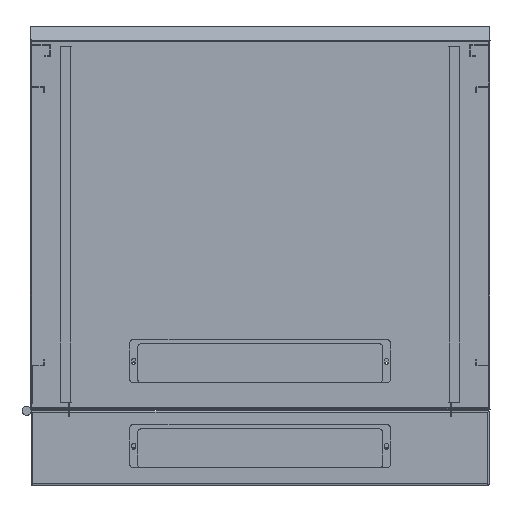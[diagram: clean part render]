
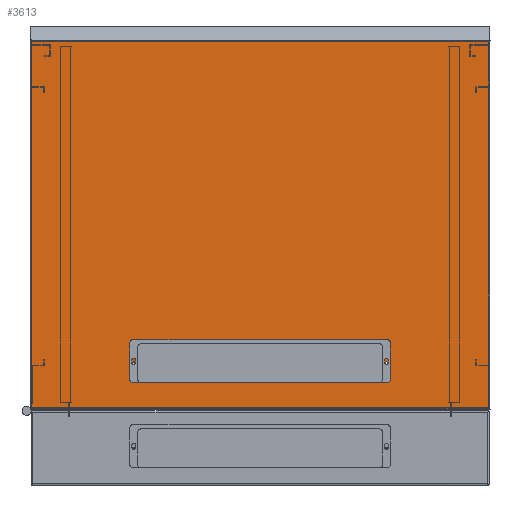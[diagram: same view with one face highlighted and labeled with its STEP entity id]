
A CAD part, front view. The second image highlights one B-rep face of the part: STEP entity #3613.
In plain terms, the highlighted face is planar.
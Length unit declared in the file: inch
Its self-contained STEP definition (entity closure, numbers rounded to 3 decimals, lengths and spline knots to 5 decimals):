
#73 = ORIENTED_EDGE ( 'NONE', *, *, #40974, .F. ) ;
#1282 = ORIENTED_EDGE ( 'NONE', *, *, #38289, .F. ) ;
#1958 = CARTESIAN_POINT ( 'NONE',  ( 0., 7.28346, 1.35827 ) ) ;
#2188 = VERTEX_POINT ( 'NONE', #50886 ) ;
#3047 = CARTESIAN_POINT ( 'NONE',  ( 11.74409, 7.28346, 0. ) ) ;
#3613 = ADVANCED_FACE ( 'NONE', ( #22278, #59423, #45406, #3617 ), #11562, .F. ) ;
#3617 = FACE_OUTER_BOUND ( 'NONE', #47285, .T. ) ;
#3701 = VERTEX_POINT ( 'NONE', #34411 ) ;
#3808 = CARTESIAN_POINT ( 'NONE',  ( 6.10236, 7.28346, 3.16929 ) ) ;
#3912 = CIRCLE ( 'NONE', #28333, 0.19685 ) ;
#4707 = DIRECTION ( 'NONE',  ( 0., 0., 1. ) ) ;
#4793 = LINE ( 'NONE', #37202, #49833 ) ;
#4815 = CARTESIAN_POINT ( 'NONE',  ( 6.10236, 7.28346, 1.55512 ) ) ;
#5101 = ORIENTED_EDGE ( 'NONE', *, *, #47106, .F. ) ;
#6600 = EDGE_CURVE ( 'NONE', #13198, #49079, #13735, .T. ) ;
#6623 = CIRCLE ( 'NONE', #54329, 0.19685 ) ;
#6788 = VECTOR ( 'NONE', #28798, 39.37008 ) ;
#7197 = EDGE_CURVE ( 'NONE', #33753, #2188, #4793, .T. ) ;
#7401 = VECTOR ( 'NONE', #22951, 39.37008 ) ;
#8033 = CARTESIAN_POINT ( 'NONE',  ( -6.10236, 7.28346, 3.36614 ) ) ;
#8556 = LINE ( 'NONE', #59820, #29637 ) ;
#8901 = DIRECTION ( 'NONE',  ( 0., 0., 1. ) ) ;
#9078 = DIRECTION ( 'NONE',  ( 0., 0., 1. ) ) ;
#9624 = EDGE_CURVE ( 'NONE', #50372, #17930, #26336, .T. ) ;
#10442 = DIRECTION ( 'NONE',  ( 0., -1., 0. ) ) ;
#11218 = CARTESIAN_POINT ( 'NONE',  ( 6.49606, 7.28346, 2.4252 ) ) ;
#11562 = PLANE ( 'NONE',  #47583 ) ;
#12144 = CARTESIAN_POINT ( 'NONE',  ( 11.74409, 7.28346, 0.06693 ) ) ;
#13198 = VERTEX_POINT ( 'NONE', #37921 ) ;
#13201 = CARTESIAN_POINT ( 'NONE',  ( 6.49606, 7.28346, 2.3622 ) ) ;
#13334 = EDGE_CURVE ( 'NONE', #3701, #24455, #3912, .T. ) ;
#13466 = DIRECTION ( 'NONE',  ( 0., 0., 1. ) ) ;
#13520 = DIRECTION ( 'NONE',  ( 0., 0., 1. ) ) ;
#13735 = CIRCLE ( 'NONE', #14693, 0.06299 ) ;
#14026 = DIRECTION ( 'NONE',  ( 0., -1., 0. ) ) ;
#14693 = AXIS2_PLACEMENT_3D ( 'NONE', #31936, #41084, #46220 ) ;
#15005 = ORIENTED_EDGE ( 'NONE', *, *, #13334, .F. ) ;
#15107 = CARTESIAN_POINT ( 'NONE',  ( -11.76378, 7.28346, 0.06693 ) ) ;
#15311 = EDGE_LOOP ( 'NONE', ( #25569, #47622, #49970, #1282, #26865, #15736, #18367, #15005 ) ) ;
#15722 = LINE ( 'NONE', #15107, #50297 ) ;
#15736 = ORIENTED_EDGE ( 'NONE', *, *, #59352, .F. ) ;
#16123 = CIRCLE ( 'NONE', #24988, 0.19685 ) ;
#16780 = DIRECTION ( 'NONE',  ( 0., 0., 1. ) ) ;
#16855 = ORIENTED_EDGE ( 'NONE', *, *, #54563, .F. ) ;
#17930 = VERTEX_POINT ( 'NONE', #12144 ) ;
#18367 = ORIENTED_EDGE ( 'NONE', *, *, #57463, .T. ) ;
#18998 = CARTESIAN_POINT ( 'NONE',  ( 6.29921, 7.28346, 3.16929 ) ) ;
#19226 = VERTEX_POINT ( 'NONE', #51995 ) ;
#20669 = VECTOR ( 'NONE', #13520, 39.37008 ) ;
#20803 = CARTESIAN_POINT ( 'NONE',  ( -6.49606, 7.28346, 2.3622 ) ) ;
#21701 = DIRECTION ( 'NONE',  ( 0., 0., -1. ) ) ;
#22278 = FACE_BOUND ( 'NONE', #15311, .T. ) ;
#22379 = CARTESIAN_POINT ( 'NONE',  ( 11.74409, 7.28346, 18.86991 ) ) ;
#22470 = VERTEX_POINT ( 'NONE', #53402 ) ;
#22868 = VECTOR ( 'NONE', #21701, 39.37008 ) ;
#22951 = DIRECTION ( 'NONE',  ( 1., 0., 0. ) ) ;
#23198 = CARTESIAN_POINT ( 'NONE',  ( -11.76378, 7.28346, 0. ) ) ;
#23873 = ORIENTED_EDGE ( 'NONE', *, *, #9624, .F. ) ;
#24455 = VERTEX_POINT ( 'NONE', #33055 ) ;
#24922 = CARTESIAN_POINT ( 'NONE',  ( -11.74409, 7.28346, 0.06693 ) ) ;
#24988 = AXIS2_PLACEMENT_3D ( 'NONE', #42508, #10442, #28517 ) ;
#25241 = LINE ( 'NONE', #1958, #45883 ) ;
#25569 = ORIENTED_EDGE ( 'NONE', *, *, #59075, .T. ) ;
#25736 = DIRECTION ( 'NONE',  ( 0., -1., 0. ) ) ;
#25919 = CARTESIAN_POINT ( 'NONE',  ( 6.10236, 7.28346, 1.35827 ) ) ;
#26336 = LINE ( 'NONE', #3047, #22868 ) ;
#26373 = CARTESIAN_POINT ( 'NONE',  ( -11.76378, 7.28346, 18.86991 ) ) ;
#26739 = CARTESIAN_POINT ( 'NONE',  ( 6.10236, 7.28346, 3.36614 ) ) ;
#26823 = EDGE_CURVE ( 'NONE', #19226, #59175, #58031, .T. ) ;
#26865 = ORIENTED_EDGE ( 'NONE', *, *, #7197, .T. ) ;
#28333 = AXIS2_PLACEMENT_3D ( 'NONE', #48813, #25736, #57347 ) ;
#28517 = DIRECTION ( 'NONE',  ( 0., 0., 1. ) ) ;
#28798 = DIRECTION ( 'NONE',  ( 1., 0., 0. ) ) ;
#28880 = AXIS2_PLACEMENT_3D ( 'NONE', #20803, #29945, #16780 ) ;
#29637 = VECTOR ( 'NONE', #13466, 39.37008 ) ;
#29945 = DIRECTION ( 'NONE',  ( 0., -1., 0. ) ) ;
#31936 = CARTESIAN_POINT ( 'NONE',  ( 6.49606, 7.28346, 2.3622 ) ) ;
#32038 = DIRECTION ( 'NONE',  ( 0., 0., 1. ) ) ;
#32590 = AXIS2_PLACEMENT_3D ( 'NONE', #4815, #52264, #32038 ) ;
#33055 = CARTESIAN_POINT ( 'NONE',  ( -6.10236, 7.28346, 1.35827 ) ) ;
#33486 = CIRCLE ( 'NONE', #49055, 0.06299 ) ;
#33753 = VERTEX_POINT ( 'NONE', #18998 ) ;
#34411 = CARTESIAN_POINT ( 'NONE',  ( -6.29921, 7.28346, 1.55512 ) ) ;
#35510 = CIRCLE ( 'NONE', #32590, 0.19685 ) ;
#36213 = AXIS2_PLACEMENT_3D ( 'NONE', #41532, #14026, #50336 ) ;
#37202 = CARTESIAN_POINT ( 'NONE',  ( 6.29921, 7.28346, 2.3622 ) ) ;
#37608 = VERTEX_POINT ( 'NONE', #24922 ) ;
#37743 = DIRECTION ( 'NONE',  ( -1., 0., 0. ) ) ;
#37756 = ORIENTED_EDGE ( 'NONE', *, *, #46485, .F. ) ;
#37921 = CARTESIAN_POINT ( 'NONE',  ( 6.49606, 7.28346, 2.29921 ) ) ;
#37956 = LINE ( 'NONE', #56456, #6788 ) ;
#38289 = EDGE_CURVE ( 'NONE', #33753, #51035, #6623, .T. ) ;
#38625 = DIRECTION ( 'NONE',  ( -1., 0., 0. ) ) ;
#39437 = EDGE_CURVE ( 'NONE', #48457, #51035, #37956, .T. ) ;
#40578 = ORIENTED_EDGE ( 'NONE', *, *, #26823, .F. ) ;
#40974 = EDGE_CURVE ( 'NONE', #59175, #19226, #53704, .T. ) ;
#41084 = DIRECTION ( 'NONE',  ( 0., -1., 0. ) ) ;
#41532 = CARTESIAN_POINT ( 'NONE',  ( -6.49606, 7.28346, 2.3622 ) ) ;
#42349 = DIRECTION ( 'NONE',  ( 0., 1., 0. ) ) ;
#42508 = CARTESIAN_POINT ( 'NONE',  ( -6.10236, 7.28346, 3.16929 ) ) ;
#43328 = CARTESIAN_POINT ( 'NONE',  ( -6.49606, 7.28346, 2.29921 ) ) ;
#45349 = EDGE_CURVE ( 'NONE', #49079, #13198, #33486, .T. ) ;
#45406 = FACE_BOUND ( 'NONE', #58353, .T. ) ;
#45789 = LINE ( 'NONE', #26373, #7401 ) ;
#45834 = EDGE_LOOP ( 'NONE', ( #60233, #59067 ) ) ;
#45883 = VECTOR ( 'NONE', #38625, 39.37008 ) ;
#46196 = EDGE_CURVE ( 'NONE', #48457, #22470, #16123, .T. ) ;
#46220 = DIRECTION ( 'NONE',  ( 0., 0., 1. ) ) ;
#46441 = LINE ( 'NONE', #46732, #20669 ) ;
#46485 = EDGE_CURVE ( 'NONE', #47645, #50372, #45789, .T. ) ;
#46732 = CARTESIAN_POINT ( 'NONE',  ( -11.74409, 7.28346, 0. ) ) ;
#47106 = EDGE_CURVE ( 'NONE', #17930, #37608, #15722, .T. ) ;
#47285 = EDGE_LOOP ( 'NONE', ( #23873, #37756, #16855, #5101 ) ) ;
#47583 = AXIS2_PLACEMENT_3D ( 'NONE', #23198, #42349, #9078 ) ;
#47622 = ORIENTED_EDGE ( 'NONE', *, *, #46196, .F. ) ;
#47645 = VERTEX_POINT ( 'NONE', #48805 ) ;
#48457 = VERTEX_POINT ( 'NONE', #8033 ) ;
#48805 = CARTESIAN_POINT ( 'NONE',  ( -11.74409, 7.28346, 18.86991 ) ) ;
#48813 = CARTESIAN_POINT ( 'NONE',  ( -6.10236, 7.28346, 1.55512 ) ) ;
#49055 = AXIS2_PLACEMENT_3D ( 'NONE', #13201, #59574, #8901 ) ;
#49079 = VERTEX_POINT ( 'NONE', #11218 ) ;
#49833 = VECTOR ( 'NONE', #55139, 39.37008 ) ;
#49970 = ORIENTED_EDGE ( 'NONE', *, *, #39437, .T. ) ;
#50297 = VECTOR ( 'NONE', #37743, 39.37008 ) ;
#50336 = DIRECTION ( 'NONE',  ( 0., 0., 1. ) ) ;
#50372 = VERTEX_POINT ( 'NONE', #22379 ) ;
#50777 = DIRECTION ( 'NONE',  ( 0., -1., 0. ) ) ;
#50886 = CARTESIAN_POINT ( 'NONE',  ( 6.29921, 7.28346, 1.55512 ) ) ;
#51035 = VERTEX_POINT ( 'NONE', #26739 ) ;
#51995 = CARTESIAN_POINT ( 'NONE',  ( -6.49606, 7.28346, 2.4252 ) ) ;
#52264 = DIRECTION ( 'NONE',  ( 0., -1., 0. ) ) ;
#53402 = CARTESIAN_POINT ( 'NONE',  ( -6.29921, 7.28346, 3.16929 ) ) ;
#53704 = CIRCLE ( 'NONE', #36213, 0.06299 ) ;
#54329 = AXIS2_PLACEMENT_3D ( 'NONE', #3808, #50777, #4707 ) ;
#54563 = EDGE_CURVE ( 'NONE', #37608, #47645, #46441, .T. ) ;
#55139 = DIRECTION ( 'NONE',  ( 0., 0., -1. ) ) ;
#56456 = CARTESIAN_POINT ( 'NONE',  ( 0., 7.28346, 3.36614 ) ) ;
#57347 = DIRECTION ( 'NONE',  ( 0., 0., 1. ) ) ;
#57463 = EDGE_CURVE ( 'NONE', #60076, #24455, #25241, .T. ) ;
#58031 = CIRCLE ( 'NONE', #28880, 0.06299 ) ;
#58353 = EDGE_LOOP ( 'NONE', ( #40578, #73 ) ) ;
#59067 = ORIENTED_EDGE ( 'NONE', *, *, #6600, .F. ) ;
#59075 = EDGE_CURVE ( 'NONE', #3701, #22470, #8556, .T. ) ;
#59175 = VERTEX_POINT ( 'NONE', #43328 ) ;
#59352 = EDGE_CURVE ( 'NONE', #60076, #2188, #35510, .T. ) ;
#59423 = FACE_BOUND ( 'NONE', #45834, .T. ) ;
#59574 = DIRECTION ( 'NONE',  ( 0., -1., 0. ) ) ;
#59820 = CARTESIAN_POINT ( 'NONE',  ( -6.29921, 7.28346, 2.3622 ) ) ;
#60076 = VERTEX_POINT ( 'NONE', #25919 ) ;
#60233 = ORIENTED_EDGE ( 'NONE', *, *, #45349, .F. ) ;
